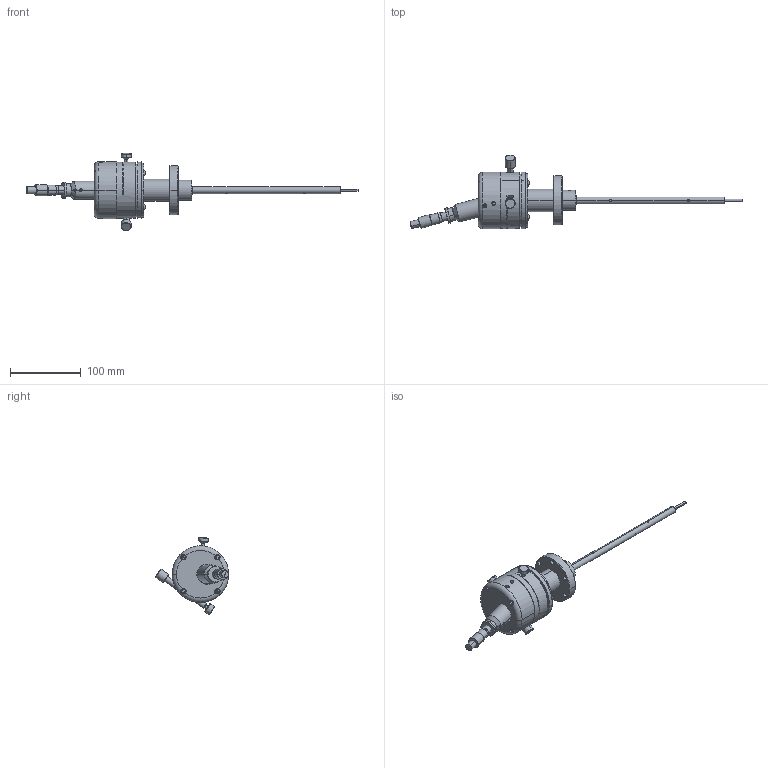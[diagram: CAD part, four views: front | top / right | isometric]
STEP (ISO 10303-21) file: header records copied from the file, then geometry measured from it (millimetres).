
FILE_DESCRIPTION (( 'STEP AP214' ), '1' );
FILE_NAME ('QN107941-01, FRLC-275-.5_FA.STEP', '2016-06-15T00:08:06', ( 'My Thermionics' ), ( '' ), 'SwSTEP 2.0', 'SolidWorks 2010', '' );
FILE_SCHEMA (( 'AUTOMOTIVE_DESIGN' ));
Length unit declared in the file: inch
Products named in the file (1): QN107941-01, FRLC-275-.5_FA
Bounding box: 468.61 x 103.73 x 109.26 mm (x, y, z)
Surface area: 84351.1 mm2 (no closed solid volume)
Topology: 0 solids, 36 shells, 319 faces, 964 edges, 657 vertices
Faces by surface type: cylinder 126, plane 116, cone 57, sphere 10, torus 8, bspline 2
Entity records: 22671 total; most frequent: CARTESIAN_POINT 9788, DIRECTION 1932, ORIENTED_EDGE 1568, EDGE_CURVE 954, AXIS2_PLACEMENT_3D 745, VERTEX_POINT 657, VECTOR 442, LINE 442
